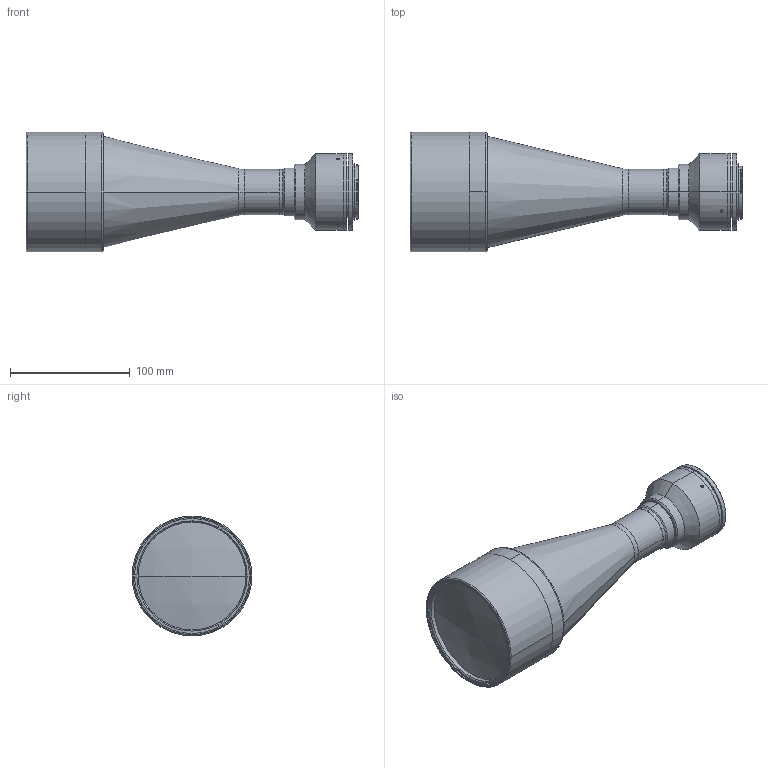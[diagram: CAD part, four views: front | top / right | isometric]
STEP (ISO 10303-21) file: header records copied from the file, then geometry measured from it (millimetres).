
FILE_DESCRIPTION (( 'STEP AP214' ), '1' );
FILE_NAME ('TC4M064HR-F.STEP', '2014-06-04T12:22:51', ( 'piermario' ), ( '' ), 'SwSTEP 2.0', 'SolidWorks 2013', '' );
FILE_SCHEMA (( 'AUTOMOTIVE_DESIGN' ));
Length unit declared in the file: millimetre
Products named in the file (1): TC4M064HR-F
Bounding box: 277.16 x 100 x 100 mm (x, y, z)
Surface area: 93162.5 mm2 (no closed solid volume)
Topology: 0 solids, 9 shells, 115 faces, 312 edges, 208 vertices
Faces by surface type: cylinder 53, plane 30, cone 24, torus 6, sphere 2
Entity records: 5169 total; most frequent: CARTESIAN_POINT 900, DIRECTION 689, ORIENTED_EDGE 538, EDGE_CURVE 312, AXIS2_PLACEMENT_3D 285, VERTEX_POINT 208, CIRCLE 169, EDGE_LOOP 138
